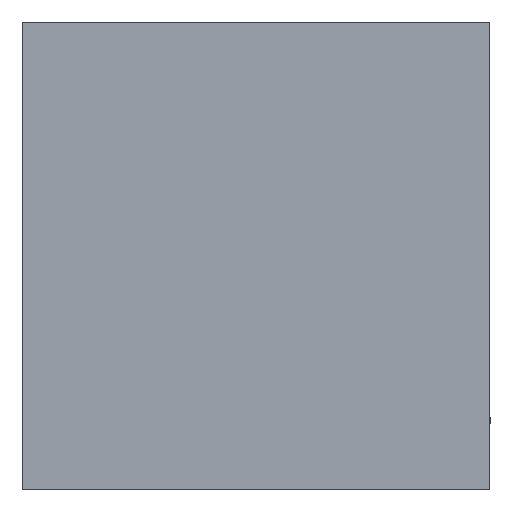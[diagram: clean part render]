
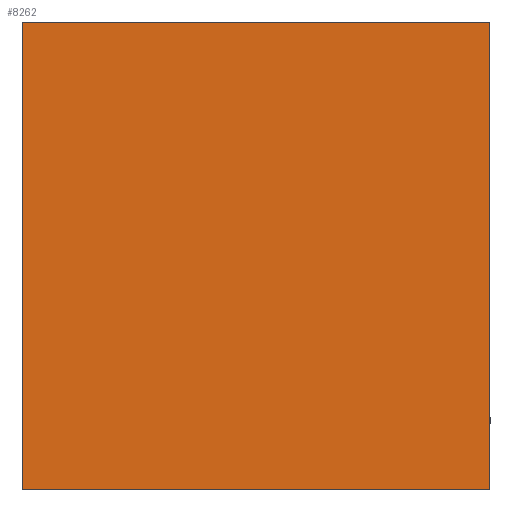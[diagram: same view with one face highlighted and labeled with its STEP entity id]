
A CAD part, left-side view. The second image highlights one B-rep face of the part: STEP entity #8262.
In plain terms, the highlighted planar face has unit normal (-1, 0, 0).
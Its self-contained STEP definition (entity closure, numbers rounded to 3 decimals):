
#1133=FACE_OUTER_BOUND('',#1619,.T.);
#1619=EDGE_LOOP('',(#7248,#7249,#7250,#7251));
#1919=LINE('',#12710,#2629);
#2341=LINE('',#14404,#3051);
#2342=LINE('',#14405,#3052);
#2343=LINE('',#14406,#3053);
#2629=VECTOR('',#9280,10.);
#3051=VECTOR('',#10674,10.);
#3052=VECTOR('',#10675,10.);
#3053=VECTOR('',#10676,10.);
#3357=VERTEX_POINT('',#12703);
#3360=VERTEX_POINT('',#12708);
#3829=VERTEX_POINT('',#14402);
#3830=VERTEX_POINT('',#14403);
#4283=EDGE_CURVE('',#3360,#3357,#1919,.T.);
#4979=EDGE_CURVE('',#3829,#3830,#2341,.T.);
#4980=EDGE_CURVE('',#3830,#3357,#2342,.T.);
#4981=EDGE_CURVE('',#3829,#3360,#2343,.T.);
#7248=ORIENTED_EDGE('',*,*,#4979,.T.);
#7249=ORIENTED_EDGE('',*,*,#4980,.T.);
#7250=ORIENTED_EDGE('',*,*,#4283,.F.);
#7251=ORIENTED_EDGE('',*,*,#4981,.F.);
#7535=PLANE('',#8842);
#8262=ADVANCED_FACE('',(#1133),#7535,.T.);
#8842=AXIS2_PLACEMENT_3D('',#14401,#10672,#10673);
#9280=DIRECTION('',(0.,-1.,0.));
#10672=DIRECTION('center_axis',(-1.,0.,0.));
#10673=DIRECTION('ref_axis',(0.,-1.,0.));
#10674=DIRECTION('',(0.,-1.,0.));
#10675=DIRECTION('',(0.,0.,1.));
#10676=DIRECTION('',(0.,0.,1.));
#12703=CARTESIAN_POINT('',(0.,0.,44.45));
#12708=CARTESIAN_POINT('',(0.,44.45,44.45));
#12710=CARTESIAN_POINT('',(0.,44.45,44.45));
#14401=CARTESIAN_POINT('Origin',(0.,44.45,0.));
#14402=CARTESIAN_POINT('',(0.,44.45,0.));
#14403=CARTESIAN_POINT('',(0.,0.,0.));
#14404=CARTESIAN_POINT('',(0.,44.45,0.));
#14405=CARTESIAN_POINT('',(0.,0.,0.));
#14406=CARTESIAN_POINT('',(0.,44.45,0.));
